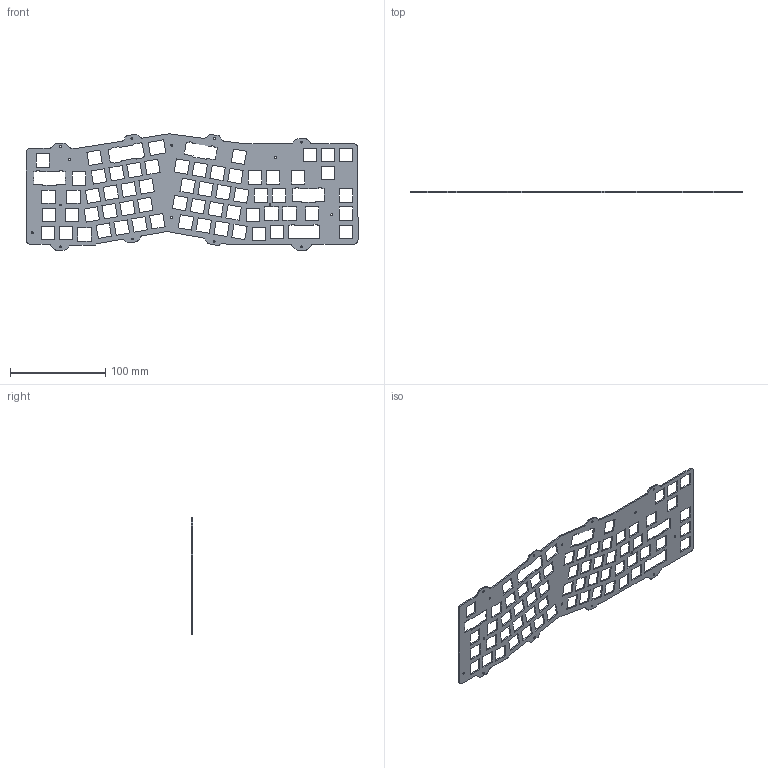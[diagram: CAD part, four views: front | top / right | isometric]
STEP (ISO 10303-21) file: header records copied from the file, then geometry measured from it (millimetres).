
FILE_DESCRIPTION(/* description */ (''),/* implementation_level */ '2;1');
FILE_NAME(/* name */ '定位板.step',/* time_stamp */ '2020-11-13T22:18:10+08:00',/* author */ (''),/* organization */ (''),/* preprocessor_version */ 'ST-DEVELOPER v18.1',/* originating_system */ 'Autodesk Translation Framework v9.3.0.1241',/* authorisation */ '');
FILE_SCHEMA (('AUTOMOTIVE_DESIGN { 1 0 10303 214 3 1 1 }'));
Length unit declared in the file: millimetre
Products named in the file (2): (未保存); Plate
Assembly tree (1 placements, depth 2):
  (未保存)
    Plate
Bounding box: 349.07 x 1.5 x 122.31 mm (x, y, z)
Volume: 33579.3 mm3; surface area: 52422.4 mm2
Topology: 1 solids, 1 shells, 478 faces, 1428 edges, 952 vertices
Faces by surface type: plane 421, cylinder 49, cone 8
Full cylindrical faces by diameter (mm): 2 x8
Entity records: 16242 total; most frequent: CARTESIAN_POINT 2861, ORIENTED_EDGE 2856, DIRECTION 2504, EDGE_CURVE 1428, LINE 1314, VECTOR 1314, VERTEX_POINT 952, EDGE_LOOP 646
